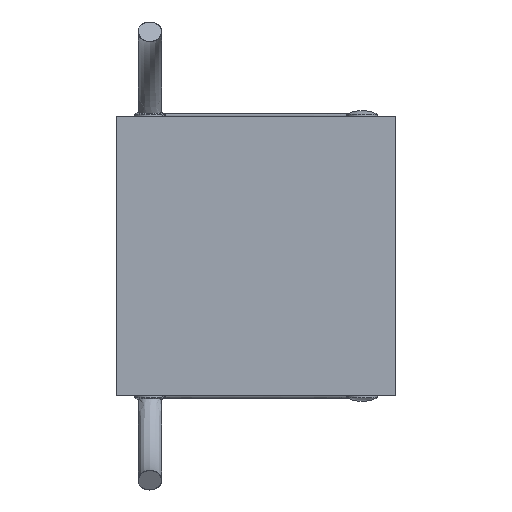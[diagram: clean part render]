
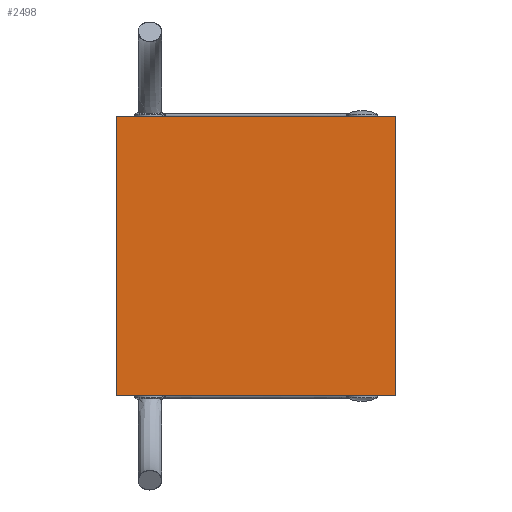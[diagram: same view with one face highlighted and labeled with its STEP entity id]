
A CAD part, front view. The second image highlights one B-rep face of the part: STEP entity #2498.
In plain terms, the highlighted planar face has unit normal (0, -1, 0).
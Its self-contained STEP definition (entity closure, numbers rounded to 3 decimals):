
#49 = ORIENTED_EDGE ( 'NONE', *, *, #8948, .T. ) ;
#91 = LINE ( 'NONE', #3168, #3737 ) ;
#182 = EDGE_CURVE ( 'NONE', #4319, #1317, #8378, .T. ) ;
#208 = CARTESIAN_POINT ( 'NONE',  ( 5., -3.502, 5. ) ) ;
#379 = EDGE_LOOP ( 'NONE', ( #49, #1341, #999, #4015 ) ) ;
#538 = EDGE_CURVE ( 'NONE', #1317, #722, #1026, .T. ) ;
#604 = CARTESIAN_POINT ( 'NONE',  ( -5., -3.502, -5. ) ) ;
#722 = VERTEX_POINT ( 'NONE', #9013 ) ;
#885 = FACE_OUTER_BOUND ( 'NONE', #379, .T. ) ;
#999 = ORIENTED_EDGE ( 'NONE', *, *, #182, .T. ) ;
#1026 = LINE ( 'NONE', #5598, #4877 ) ;
#1245 = EDGE_CURVE ( 'NONE', #7201, #4319, #91, .T. ) ;
#1317 = VERTEX_POINT ( 'NONE', #208 ) ;
#1341 = ORIENTED_EDGE ( 'NONE', *, *, #1245, .T. ) ;
#1947 = DIRECTION ( 'NONE',  ( 0., -1., 0. ) ) ;
#2498 = ADVANCED_FACE ( 'NONE', ( #885 ), #3374, .T. ) ;
#2970 = DIRECTION ( 'NONE',  ( 1., 0., 0. ) ) ;
#3168 = CARTESIAN_POINT ( 'NONE',  ( 5., -3.502, -5. ) ) ;
#3374 = PLANE ( 'NONE',  #7146 ) ;
#3624 = CARTESIAN_POINT ( 'NONE',  ( 5., -3.502, -5. ) ) ;
#3737 = VECTOR ( 'NONE', #2970, 1000. ) ;
#4015 = ORIENTED_EDGE ( 'NONE', *, *, #538, .T. ) ;
#4319 = VERTEX_POINT ( 'NONE', #3624 ) ;
#4877 = VECTOR ( 'NONE', #5564, 1000. ) ;
#5564 = DIRECTION ( 'NONE',  ( -1., 0., 0. ) ) ;
#5598 = CARTESIAN_POINT ( 'NONE',  ( 5., -3.502, 5. ) ) ;
#6263 = CARTESIAN_POINT ( 'NONE',  ( 0., -3.502, 0. ) ) ;
#6543 = VECTOR ( 'NONE', #6674, 1000. ) ;
#6674 = DIRECTION ( 'NONE',  ( 0., 0., -1. ) ) ;
#7000 = DIRECTION ( 'NONE',  ( 0., 0., -1. ) ) ;
#7146 = AXIS2_PLACEMENT_3D ( 'NONE', #6263, #1947, #7000 ) ;
#7201 = VERTEX_POINT ( 'NONE', #604 ) ;
#7403 = CARTESIAN_POINT ( 'NONE',  ( 5., -3.502, -5. ) ) ;
#8125 = DIRECTION ( 'NONE',  ( 0., 0., 1. ) ) ;
#8148 = VECTOR ( 'NONE', #8125, 1000. ) ;
#8378 = LINE ( 'NONE', #7403, #8148 ) ;
#8463 = LINE ( 'NONE', #8788, #6543 ) ;
#8788 = CARTESIAN_POINT ( 'NONE',  ( -5., -3.502, -5. ) ) ;
#8948 = EDGE_CURVE ( 'NONE', #722, #7201, #8463, .T. ) ;
#9013 = CARTESIAN_POINT ( 'NONE',  ( -5., -3.502, 5. ) ) ;
